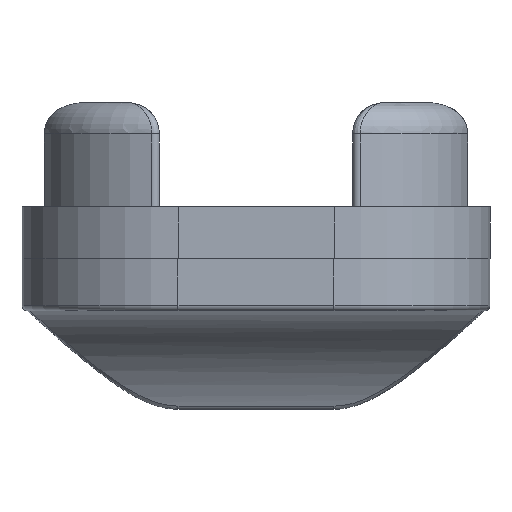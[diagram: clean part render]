
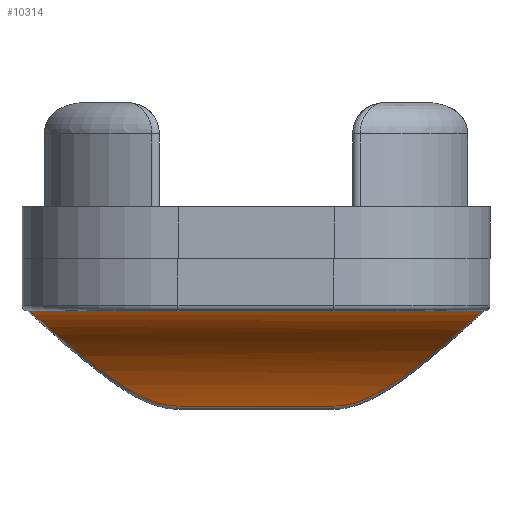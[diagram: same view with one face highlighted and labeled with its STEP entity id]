
A CAD part, front view. The second image highlights one B-rep face of the part: STEP entity #10314.
In plain terms, the highlighted cylindrical face has radius 15.2 mm (diameter 30.4 mm), a partial arc.
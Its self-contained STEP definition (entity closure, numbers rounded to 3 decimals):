
#2 = CARTESIAN_POINT ( 'NONE',  ( -930.032, 1982.601, 15. ) ) ;
#163 = CARTESIAN_POINT ( 'NONE',  ( -886.48, 1982.601, 15. ) ) ;
#1734 = CARTESIAN_POINT ( 'NONE',  ( -958.256, 1994.182, 5.828 ) ) ;
#1738 = LINE ( 'NONE', #1734, #7858 ) ;
#1743 = DIRECTION ( 'NONE',  ( 1., 0., 0. ) ) ;
#2998 = VECTOR ( 'NONE', #6353, 1000. ) ;
#4471 = EDGE_LOOP ( 'NONE', ( #11168, #11169, #11170, #11171 ) ) ;
#6309 = CARTESIAN_POINT ( 'NONE',  ( -929.949, 1983.055, 14.926 ) ) ;
#6317 = CARTESIAN_POINT ( 'NONE',  ( -900.756, 1994.182, 5.828 ) ) ;
#6318 = CARTESIAN_POINT ( 'NONE',  ( -900.286, 1994.182, 5.828 ) ) ;
#6322 = CARTESIAN_POINT ( 'NONE',  ( -899.828, 1994.16, 5.882 ) ) ;
#6323 = CARTESIAN_POINT ( 'NONE',  ( -899.154, 1994.098, 6.027 ) ) ;
#6324 = CARTESIAN_POINT ( 'NONE',  ( -898.932, 1994.072, 6.087 ) ) ;
#6325 = CARTESIAN_POINT ( 'NONE',  ( -898.492, 1994.011, 6.224 ) ) ;
#6326 = CARTESIAN_POINT ( 'NONE',  ( -898.273, 1993.976, 6.302 ) ) ;
#6327 = CARTESIAN_POINT ( 'NONE',  ( -897.634, 1993.859, 6.555 ) ) ;
#6328 = CARTESIAN_POINT ( 'NONE',  ( -897.226, 1993.765, 6.749 ) ) ;
#6329 = CARTESIAN_POINT ( 'NONE',  ( -896.432, 1993.549, 7.169 ) ) ;
#6330 = CARTESIAN_POINT ( 'NONE',  ( -896.048, 1993.427, 7.394 ) ) ;
#6331 = CARTESIAN_POINT ( 'NONE',  ( -895.296, 1993.154, 7.864 ) ) ;
#6332 = CARTESIAN_POINT ( 'NONE',  ( -894.928, 1993.004, 8.108 ) ) ;
#6333 = CARTESIAN_POINT ( 'NONE',  ( -894.217, 1992.679, 8.602 ) ) ;
#6334 = CARTESIAN_POINT ( 'NONE',  ( -893.872, 1992.504, 8.851 ) ) ;
#6335 = CARTESIAN_POINT ( 'NONE',  ( -892.862, 1991.943, 9.602 ) ) ;
#6336 = CARTESIAN_POINT ( 'NONE',  ( -892.223, 1991.519, 10.105 ) ) ;
#6337 = CARTESIAN_POINT ( 'NONE',  ( -891.307, 1990.798, 10.846 ) ) ;
#6338 = CARTESIAN_POINT ( 'NONE',  ( -891.009, 1990.544, 11.09 ) ) ;
#6339 = CARTESIAN_POINT ( 'NONE',  ( -890.428, 1990.005, 11.573 ) ) ;
#6340 = CARTESIAN_POINT ( 'NONE',  ( -890.146, 1989.72, 11.81 ) ) ;
#6341 = CARTESIAN_POINT ( 'NONE',  ( -889.335, 1988.829, 12.497 ) ) ;
#6342 = CARTESIAN_POINT ( 'NONE',  ( -888.839, 1988.183, 12.925 ) ) ;
#6343 = CARTESIAN_POINT ( 'NONE',  ( -888.167, 1987.122, 13.509 ) ) ;
#6344 = CARTESIAN_POINT ( 'NONE',  ( -887.955, 1986.751, 13.695 ) ) ;
#6345 = CARTESIAN_POINT ( 'NONE',  ( -887.562, 1985.981, 14.041 ) ) ;
#6346 = CARTESIAN_POINT ( 'NONE',  ( -887.383, 1985.586, 14.199 ) ) ;
#6347 = CARTESIAN_POINT ( 'NONE',  ( -886.899, 1984.366, 14.627 ) ) ;
#6348 = CARTESIAN_POINT ( 'NONE',  ( -886.647, 1983.51, 14.851 ) ) ;
#6349 = CARTESIAN_POINT ( 'NONE',  ( -886.48, 1982.601, 15. ) ) ;
#6350 = LINE ( 'NONE', #6352, #2998 ) ;
#6351 = CARTESIAN_POINT ( 'NONE',  ( -930.032, 1982.601, 15. ) ) ;
#6352 = CARTESIAN_POINT ( 'NONE',  ( -958.256, 1982.601, 15. ) ) ;
#6353 = DIRECTION ( 'NONE',  ( 1., 0., 0. ) ) ;
#6356 = CARTESIAN_POINT ( 'NONE',  ( -929.843, 1983.5, 14.831 ) ) ;
#6357 = CARTESIAN_POINT ( 'NONE',  ( -929.594, 1984.362, 14.61 ) ) ;
#6358 = CARTESIAN_POINT ( 'NONE',  ( -929.45, 1984.78, 14.482 ) ) ;
#6359 = CARTESIAN_POINT ( 'NONE',  ( -929.126, 1985.594, 14.196 ) ) ;
#6360 = CARTESIAN_POINT ( 'NONE',  ( -928.946, 1985.99, 14.037 ) ) ;
#6361 = CARTESIAN_POINT ( 'NONE',  ( -928.553, 1986.759, 13.691 ) ) ;
#6362 = CARTESIAN_POINT ( 'NONE',  ( -928.341, 1987.129, 13.506 ) ) ;
#6363 = CARTESIAN_POINT ( 'NONE',  ( -927.669, 1988.189, 12.921 ) ) ;
#6364 = CARTESIAN_POINT ( 'NONE',  ( -927.173, 1988.834, 12.493 ) ) ;
#6365 = CARTESIAN_POINT ( 'NONE',  ( -926.362, 1989.724, 11.806 ) ) ;
#6366 = CARTESIAN_POINT ( 'NONE',  ( -926.08, 1990.009, 11.569 ) ) ;
#6367 = CARTESIAN_POINT ( 'NONE',  ( -925.499, 1990.548, 11.087 ) ) ;
#6368 = CARTESIAN_POINT ( 'NONE',  ( -925.201, 1990.802, 10.842 ) ) ;
#6369 = CARTESIAN_POINT ( 'NONE',  ( -924.286, 1991.521, 10.102 ) ) ;
#6370 = CARTESIAN_POINT ( 'NONE',  ( -923.647, 1991.945, 9.6 ) ) ;
#6371 = CARTESIAN_POINT ( 'NONE',  ( -922.637, 1992.506, 8.849 ) ) ;
#6372 = CARTESIAN_POINT ( 'NONE',  ( -922.292, 1992.681, 8.599 ) ) ;
#6373 = CARTESIAN_POINT ( 'NONE',  ( -921.581, 1993.005, 8.106 ) ) ;
#6374 = CARTESIAN_POINT ( 'NONE',  ( -921.214, 1993.155, 7.862 ) ) ;
#6375 = CARTESIAN_POINT ( 'NONE',  ( -920.462, 1993.427, 7.393 ) ) ;
#6376 = CARTESIAN_POINT ( 'NONE',  ( -920.078, 1993.55, 7.167 ) ) ;
#6377 = CARTESIAN_POINT ( 'NONE',  ( -919.285, 1993.766, 6.748 ) ) ;
#6378 = CARTESIAN_POINT ( 'NONE',  ( -918.877, 1993.859, 6.554 ) ) ;
#6379 = CARTESIAN_POINT ( 'NONE',  ( -918.238, 1993.976, 6.301 ) ) ;
#6380 = CARTESIAN_POINT ( 'NONE',  ( -918.019, 1994.011, 6.223 ) ) ;
#6381 = CARTESIAN_POINT ( 'NONE',  ( -917.579, 1994.072, 6.086 ) ) ;
#6382 = CARTESIAN_POINT ( 'NONE',  ( -917.357, 1994.098, 6.027 ) ) ;
#6383 = CARTESIAN_POINT ( 'NONE',  ( -916.684, 1994.16, 5.882 ) ) ;
#6384 = CARTESIAN_POINT ( 'NONE',  ( -916.226, 1994.182, 5.828 ) ) ;
#6385 = CARTESIAN_POINT ( 'NONE',  ( -915.756, 1994.182, 5.828 ) ) ;
#7858 = VECTOR ( 'NONE', #1743, 1000. ) ;
#8101 = B_SPLINE_CURVE_WITH_KNOTS ( 'NONE', 3,
 ( #6317, #6318, #6322, #6323, #6324, #6325, #6326, #6327, #6328, #6329, #6330, #6331, #6332, #6333, #6334, #6335, #6336, #6337, #6338, #6339, #6340, #6341, #6342, #6343, #6344, #6345, #6346, #6347, #6348, #6349 ),
 .UNSPECIFIED., .F., .F.,
 ( 4, 2, 2, 2, 2, 2, 2, 2, 2, 2, 2, 2, 2, 2, 4 ),
 ( 0., 0.001, 0.002, 0.003, 0.004, 0.006, 0.007, 0.008, 0.011, 0.012, 0.014, 0.017, 0.018, 0.019, 0.022 ),
 .UNSPECIFIED. ) ;
#8102 = B_SPLINE_CURVE_WITH_KNOTS ( 'NONE', 3,
 ( #6351, #6309, #6356, #6357, #6358, #6359, #6360, #6361, #6362, #6363, #6364, #6365, #6366, #6367, #6368, #6369, #6370, #6371, #6372, #6373, #6374, #6375, #6376, #6377, #6378, #6379, #6380, #6381, #6382, #6383, #6384, #6385 ),
 .UNSPECIFIED., .F., .F.,
 ( 4, 2, 2, 2, 2, 2, 2, 2, 2, 2, 2, 2, 2, 2, 2, 4 ),
 ( 0., 0.001, 0.003, 0.004, 0.006, 0.008, 0.01, 0.011, 0.014, 0.015, 0.017, 0.018, 0.02, 0.02, 0.021, 0.022 ),
 .UNSPECIFIED. ) ;
#8885 = AXIS2_PLACEMENT_3D ( 'NONE', #18208, #18204, #18210 ) ;
#10314 = ADVANCED_FACE ( 'NONE', ( #18207 ), #18209, .F. ) ;
#11168 = ORIENTED_EDGE ( 'NONE', *, *, #13478, .T. ) ;
#11169 = ORIENTED_EDGE ( 'NONE', *, *, #14397, .T. ) ;
#11170 = ORIENTED_EDGE ( 'NONE', *, *, #14398, .F. ) ;
#11171 = ORIENTED_EDGE ( 'NONE', *, *, #14399, .T. ) ;
#12036 = VERTEX_POINT ( 'NONE', #19158 ) ;
#12047 = VERTEX_POINT ( 'NONE', #19169 ) ;
#12237 = VERTEX_POINT ( 'NONE', #2 ) ;
#12398 = VERTEX_POINT ( 'NONE', #163 ) ;
#13478 = EDGE_CURVE ( 'NONE', #12036, #12047, #1738, .T. ) ;
#14397 = EDGE_CURVE ( 'NONE', #12047, #12398, #8101, .T. ) ;
#14398 = EDGE_CURVE ( 'NONE', #12237, #12398, #6350, .T. ) ;
#14399 = EDGE_CURVE ( 'NONE', #12237, #12036, #8102, .T. ) ;
#18204 = DIRECTION ( 'NONE',  ( 1., 0., 0. ) ) ;
#18207 = FACE_OUTER_BOUND ( 'NONE', #4471, .T. ) ;
#18208 = CARTESIAN_POINT ( 'NONE',  ( -958.256, 1980.144, 0. ) ) ;
#18209 = CYLINDRICAL_SURFACE ( 'NONE', #8885, 15.2 ) ;
#18210 = DIRECTION ( 'NONE',  ( 0., 0., -1. ) ) ;
#19158 = CARTESIAN_POINT ( 'NONE',  ( -915.756, 1994.182, 5.828 ) ) ;
#19169 = CARTESIAN_POINT ( 'NONE',  ( -900.756, 1994.182, 5.828 ) ) ;
